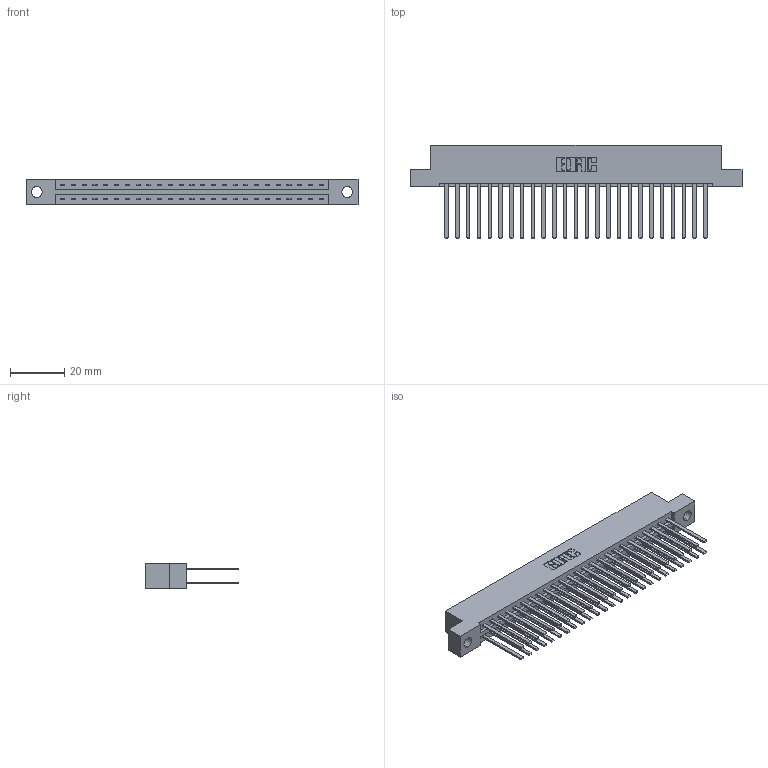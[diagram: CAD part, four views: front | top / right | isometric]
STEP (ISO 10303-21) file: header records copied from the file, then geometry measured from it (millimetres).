
FILE_DESCRIPTION (( 'STEP AP203' ), '1' );
FILE_NAME ('337-050-544-204.STEP', '2019-10-09T15:59:28', ( '' ), ( '' ), 'SwSTEP 2.0', 'SolidWorks 2016', '' );
FILE_SCHEMA (( 'CONFIG_CONTROL_DESIGN' ));
Length unit declared in the file: inch
Products named in the file (3): 337-050-544-204; 337 Part_Flush Mounting Lugs - 0.156 Dia-TH; 345-292-001_345-293-144
Assembly tree (51 placements, depth 2):
  337-050-544-204
    337 Part_Flush Mounting Lugs - 0.156 Dia-TH
    345-292-001_345-293-144  x50
Bounding box: 122.07 x 34.3 x 9.4 mm (x, y, z)
Volume: 13251.7 mm3; surface area: 16903 mm2
Topology: 51 solids, 51 shells, 2514 faces, 7461 edges, 4906 vertices
Faces by surface type: plane 1770, cylinder 744
Entity records: 21401 total; most frequent: CARTESIAN_POINT 3618, ORIENTED_EDGE 3554, DIRECTION 3105, EDGE_CURVE 1777, LINE 1653, VECTOR 1653, VERTEX_POINT 1182, AXIS2_PLACEMENT_3D 726
